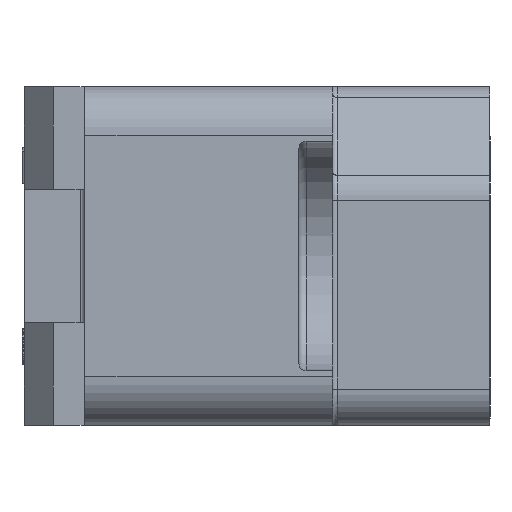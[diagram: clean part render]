
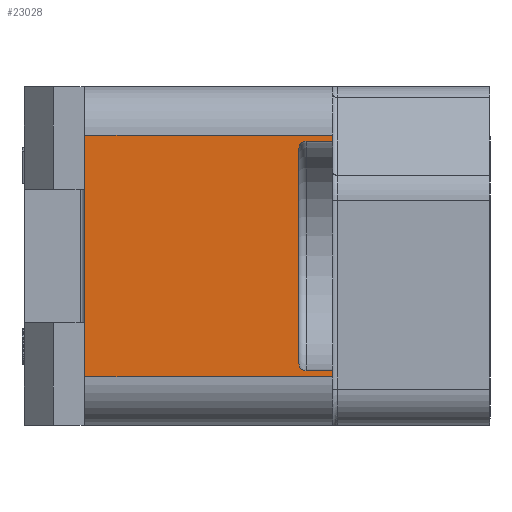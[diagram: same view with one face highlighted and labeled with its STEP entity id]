
A CAD part, left-side view. The second image highlights one B-rep face of the part: STEP entity #23028.
In plain terms, the highlighted planar face has unit normal (-1, 0, 0).
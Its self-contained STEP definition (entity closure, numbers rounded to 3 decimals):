
#1609=DIRECTION('',(0.,1.,0.));
#1610=VECTOR('',#1609,10.25);
#1611=CARTESIAN_POINT('',(-40.,0.,-5.));
#1612=LINE('',#1611,#1610);
#1618=DIRECTION('',(0.,0.,-1.));
#1619=VECTOR('',#1618,10.);
#1620=CARTESIAN_POINT('',(-40.,10.25,5.));
#1621=LINE('',#1620,#1619);
#2159=DIRECTION('',(0.,-1.,0.));
#2160=VECTOR('',#2159,10.25);
#2161=CARTESIAN_POINT('',(-40.,10.25,5.));
#2162=LINE('',#2161,#2160);
#2931=DIRECTION('',(0.,0.,1.));
#2932=VECTOR('',#2931,8.9);
#2933=CARTESIAN_POINT('',(-40.,1.4,-4.45));
#2934=LINE('',#2933,#2932);
#2935=DIRECTION('',(0.,1.,0.));
#2936=VECTOR('',#2935,1.1);
#2937=CARTESIAN_POINT('',(-40.,0.,-4.75));
#2938=LINE('',#2937,#2936);
#2939=DIRECTION('',(0.,0.,-1.));
#2940=VECTOR('',#2939,0.25);
#2941=CARTESIAN_POINT('',(-40.,0.,-4.75));
#2942=LINE('',#2941,#2940);
#2943=DIRECTION('',(0.,0.,-1.));
#2944=VECTOR('',#2943,0.25);
#2945=CARTESIAN_POINT('',(-40.,0.,5.));
#2946=LINE('',#2945,#2944);
#2947=DIRECTION('',(0.,1.,0.));
#2948=VECTOR('',#2947,1.1);
#2949=CARTESIAN_POINT('',(-40.,0.,4.75));
#2950=LINE('',#2949,#2948);
#2974=CARTESIAN_POINT('',(-40.,1.1,-4.45));
#2975=DIRECTION('',(1.,0.,0.));
#2976=DIRECTION('',(0.,0.,-1.));
#2977=AXIS2_PLACEMENT_3D('',#2974,#2975,#2976);
#2998=CARTESIAN_POINT('',(-40.,1.1,4.45));
#2999=DIRECTION('',(1.,0.,0.));
#3000=DIRECTION('',(0.,1.,0.));
#3001=AXIS2_PLACEMENT_3D('',#2998,#2999,#3000);
#16548=CARTESIAN_POINT('',(-40.,0.,5.));
#16549=VERTEX_POINT('',#16548);
#16550=CARTESIAN_POINT('',(-40.,10.25,5.));
#16551=VERTEX_POINT('',#16550);
#16556=CARTESIAN_POINT('',(-40.,10.25,-5.));
#16557=VERTEX_POINT('',#16556);
#16558=CARTESIAN_POINT('',(-40.,0.,-5.));
#16559=VERTEX_POINT('',#16558);
#16568=CARTESIAN_POINT('',(-40.,0.,-4.75));
#16570=VERTEX_POINT('',#16568);
#16574=CARTESIAN_POINT('',(-40.,0.,4.75));
#16575=VERTEX_POINT('',#16574);
#16785=CARTESIAN_POINT('',(-40.,1.4,-4.45));
#16787=VERTEX_POINT('',#16785);
#16789=CARTESIAN_POINT('',(-40.,1.1,-4.75));
#16791=VERTEX_POINT('',#16789);
#16796=CARTESIAN_POINT('',(-40.,1.4,4.45));
#16797=VERTEX_POINT('',#16796);
#16798=CARTESIAN_POINT('',(-40.,1.1,4.75));
#16799=VERTEX_POINT('',#16798);
#23006=CARTESIAN_POINT('',(-40.,0.,7.));
#23007=DIRECTION('',(-1.,0.,0.));
#23008=DIRECTION('',(0.,1.,0.));
#23009=AXIS2_PLACEMENT_3D('',#23006,#23007,#23008);
#23010=PLANE('',#23009);
#23012=ORIENTED_EDGE('',*,*,#23011,.F.);
#23014=ORIENTED_EDGE('',*,*,#23013,.F.);
#23016=ORIENTED_EDGE('',*,*,#23015,.F.);
#23017=ORIENTED_EDGE('',*,*,#21594,.T.);
#23018=ORIENTED_EDGE('',*,*,#21627,.T.);
#23019=ORIENTED_EDGE('',*,*,#21640,.F.);
#23020=ORIENTED_EDGE('',*,*,#21947,.T.);
#23021=ORIENTED_EDGE('',*,*,#21602,.T.);
#23023=ORIENTED_EDGE('',*,*,#23022,.T.);
#23025=ORIENTED_EDGE('',*,*,#23024,.F.);
#23026=EDGE_LOOP('',(#23012,#23014,#23016,#23017,#23018,#23019,#23020,#23021,
#23023,#23025));
#23027=FACE_OUTER_BOUND('',#23026,.F.);
#23028=ADVANCED_FACE('',(#23027),#23010,.T.);
#2978=CIRCLE('',#2977,0.3);
#3002=CIRCLE('',#3001,0.3);
#21594=EDGE_CURVE('',#16570,#16559,#2942,.T.);
#21602=EDGE_CURVE('',#16549,#16575,#2946,.T.);
#21627=EDGE_CURVE('',#16559,#16557,#1612,.T.);
#21640=EDGE_CURVE('',#16551,#16557,#1621,.T.);
#21947=EDGE_CURVE('',#16551,#16549,#2162,.T.);
#23011=EDGE_CURVE('',#16787,#16797,#2934,.T.);
#23013=EDGE_CURVE('',#16791,#16787,#2978,.T.);
#23015=EDGE_CURVE('',#16570,#16791,#2938,.T.);
#23022=EDGE_CURVE('',#16575,#16799,#2950,.T.);
#23024=EDGE_CURVE('',#16797,#16799,#3002,.T.);
